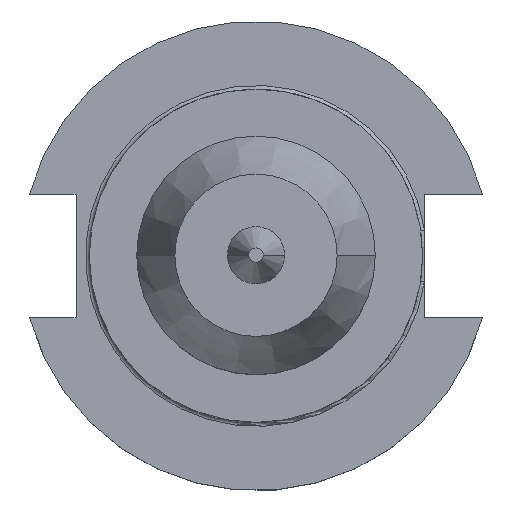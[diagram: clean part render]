
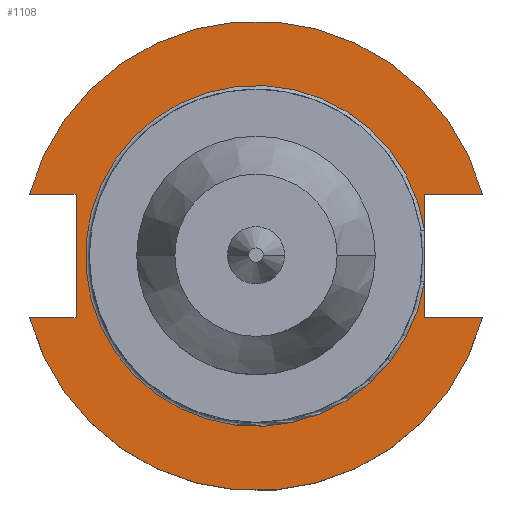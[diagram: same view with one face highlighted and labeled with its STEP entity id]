
A CAD part, top view. The second image highlights one B-rep face of the part: STEP entity #1108.
In plain terms, the highlighted planar face has unit normal (0, 0, 1).
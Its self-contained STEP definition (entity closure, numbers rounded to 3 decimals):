
#95 = ORIENTED_EDGE ( 'NONE', *, *, #784, .F. ) ;
#120 = CIRCLE ( 'NONE', #1343, 35.725 ) ;
#168 = VERTEX_POINT ( 'NONE', #1497 ) ;
#183 = ORIENTED_EDGE ( 'NONE', *, *, #394, .F. ) ;
#193 = CARTESIAN_POINT ( 'NONE',  ( 35.306, -12.954, 19.05 ) ) ;
#221 = DIRECTION ( 'NONE',  ( 0., 0., 1. ) ) ;
#233 = EDGE_CURVE ( 'NONE', #1339, #1730, #680, .T. ) ;
#237 = CARTESIAN_POINT ( 'NONE',  ( 0., 0., 19.05 ) ) ;
#245 = VECTOR ( 'NONE', #1450, 1000. ) ;
#254 = DIRECTION ( 'NONE',  ( 0., 0., 1. ) ) ;
#296 = ORIENTED_EDGE ( 'NONE', *, *, #1679, .F. ) ;
#302 = EDGE_CURVE ( 'NONE', #788, #168, #120, .T. ) ;
#319 = AXIS2_PLACEMENT_3D ( 'NONE', #749, #254, #685 ) ;
#320 = DIRECTION ( 'NONE',  ( 0., 0., 1. ) ) ;
#330 = ORIENTED_EDGE ( 'NONE', *, *, #302, .T. ) ;
#333 = EDGE_CURVE ( 'NONE', #1769, #568, #877, .T. ) ;
#394 = EDGE_CURVE ( 'NONE', #763, #668, #1216, .T. ) ;
#403 = CARTESIAN_POINT ( 'NONE',  ( -63.719, 12.954, 19.05 ) ) ;
#430 = ORIENTED_EDGE ( 'NONE', *, *, #1323, .T. ) ;
#433 = CARTESIAN_POINT ( 'NONE',  ( -47.477, 12.954, 19.05 ) ) ;
#448 = LINE ( 'NONE', #646, #1536 ) ;
#462 = PLANE ( 'NONE',  #319 ) ;
#480 = VERTEX_POINT ( 'NONE', #828 ) ;
#496 = DIRECTION ( 'NONE',  ( 0., -1., 0. ) ) ;
#502 = CARTESIAN_POINT ( 'NONE',  ( -37.719, 12.954, 19.05 ) ) ;
#503 = ORIENTED_EDGE ( 'NONE', *, *, #652, .F. ) ;
#505 = DIRECTION ( 'NONE',  ( -1., 0., 0. ) ) ;
#526 = CARTESIAN_POINT ( 'NONE',  ( 0., 0., 19.05 ) ) ;
#545 = CARTESIAN_POINT ( 'NONE',  ( 35.306, 12.954, 19.05 ) ) ;
#546 = AXIS2_PLACEMENT_3D ( 'NONE', #237, #221, #941 ) ;
#554 = ORIENTED_EDGE ( 'NONE', *, *, #233, .F. ) ;
#568 = VERTEX_POINT ( 'NONE', #433 ) ;
#575 = VECTOR ( 'NONE', #1626, 1000. ) ;
#606 = CARTESIAN_POINT ( 'NONE',  ( 35.306, -12.954, 19.05 ) ) ;
#613 = AXIS2_PLACEMENT_3D ( 'NONE', #1024, #320, #614 ) ;
#614 = DIRECTION ( 'NONE',  ( 1., 0., 0. ) ) ;
#628 = LINE ( 'NONE', #606, #245 ) ;
#646 = CARTESIAN_POINT ( 'NONE',  ( 35.306, 12.954, 19.05 ) ) ;
#652 = EDGE_CURVE ( 'NONE', #668, #168, #1565, .T. ) ;
#668 = VERTEX_POINT ( 'NONE', #1111 ) ;
#680 = LINE ( 'NONE', #1689, #1398 ) ;
#685 = DIRECTION ( 'NONE',  ( 1., 0., 0. ) ) ;
#694 = EDGE_LOOP ( 'NONE', ( #1235, #330, #503, #183, #1359, #1570, #296, #554, #430, #95 ) ) ;
#736 = CARTESIAN_POINT ( 'NONE',  ( 47.477, 12.954, 19.05 ) ) ;
#749 = CARTESIAN_POINT ( 'NONE',  ( 0., 49.212, 19.05 ) ) ;
#763 = VERTEX_POINT ( 'NONE', #736 ) ;
#774 = FACE_OUTER_BOUND ( 'NONE', #694, .T. ) ;
#783 = CARTESIAN_POINT ( 'NONE',  ( -47.477, -12.954, 19.05 ) ) ;
#784 = EDGE_CURVE ( 'NONE', #975, #480, #628, .T. ) ;
#788 = VERTEX_POINT ( 'NONE', #881 ) ;
#828 = CARTESIAN_POINT ( 'NONE',  ( 47.477, -12.954, 19.05 ) ) ;
#838 = VECTOR ( 'NONE', #505, 1000. ) ;
#871 = CIRCLE ( 'NONE', #613, 49.212 ) ;
#877 = LINE ( 'NONE', #403, #838 ) ;
#881 = CARTESIAN_POINT ( 'NONE',  ( 35.306, -5.455, 19.05 ) ) ;
#902 = CARTESIAN_POINT ( 'NONE',  ( -37.719, 12.954, 19.05 ) ) ;
#938 = EDGE_CURVE ( 'NONE', #788, #975, #448, .T. ) ;
#941 = DIRECTION ( 'NONE',  ( 1., 0., 0. ) ) ;
#975 = VERTEX_POINT ( 'NONE', #193 ) ;
#1024 = CARTESIAN_POINT ( 'NONE',  ( 0., 0., 19.05 ) ) ;
#1070 = EDGE_CURVE ( 'NONE', #763, #568, #871, .T. ) ;
#1108 = ADVANCED_FACE ( 'NONE', ( #774 ), #462, .T. ) ;
#1111 = CARTESIAN_POINT ( 'NONE',  ( 35.306, 12.954, 19.05 ) ) ;
#1115 = DIRECTION ( 'NONE',  ( 1., 0., 0. ) ) ;
#1127 = VECTOR ( 'NONE', #1649, 1000. ) ;
#1184 = VECTOR ( 'NONE', #1396, 1000. ) ;
#1216 = LINE ( 'NONE', #1501, #1127 ) ;
#1235 = ORIENTED_EDGE ( 'NONE', *, *, #938, .F. ) ;
#1323 = EDGE_CURVE ( 'NONE', #1339, #480, #1566, .T. ) ;
#1339 = VERTEX_POINT ( 'NONE', #783 ) ;
#1343 = AXIS2_PLACEMENT_3D ( 'NONE', #526, #1682, #1571 ) ;
#1359 = ORIENTED_EDGE ( 'NONE', *, *, #1070, .T. ) ;
#1396 = DIRECTION ( 'NONE',  ( 0., -1., 0. ) ) ;
#1398 = VECTOR ( 'NONE', #1115, 1000. ) ;
#1450 = DIRECTION ( 'NONE',  ( 1., 0., 0. ) ) ;
#1497 = CARTESIAN_POINT ( 'NONE',  ( 35.306, 5.455, 19.05 ) ) ;
#1501 = CARTESIAN_POINT ( 'NONE',  ( 35.306, 12.954, 19.05 ) ) ;
#1536 = VECTOR ( 'NONE', #496, 1000. ) ;
#1565 = LINE ( 'NONE', #545, #1184 ) ;
#1566 = CIRCLE ( 'NONE', #546, 49.212 ) ;
#1570 = ORIENTED_EDGE ( 'NONE', *, *, #333, .F. ) ;
#1571 = DIRECTION ( 'NONE',  ( 1., 0., 0. ) ) ;
#1626 = DIRECTION ( 'NONE',  ( 0., 1., 0. ) ) ;
#1649 = DIRECTION ( 'NONE',  ( -1., 0., 0. ) ) ;
#1679 = EDGE_CURVE ( 'NONE', #1730, #1769, #1708, .T. ) ;
#1682 = DIRECTION ( 'NONE',  ( 0., 0., -1. ) ) ;
#1689 = CARTESIAN_POINT ( 'NONE',  ( -63.719, -12.954, 19.05 ) ) ;
#1708 = LINE ( 'NONE', #902, #575 ) ;
#1730 = VERTEX_POINT ( 'NONE', #1768 ) ;
#1768 = CARTESIAN_POINT ( 'NONE',  ( -37.719, -12.954, 19.05 ) ) ;
#1769 = VERTEX_POINT ( 'NONE', #502 ) ;
